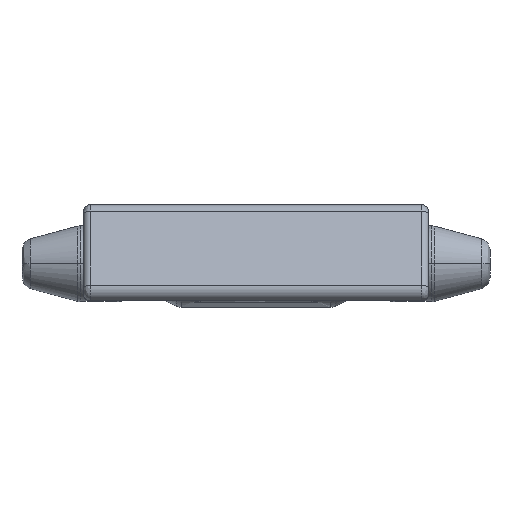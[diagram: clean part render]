
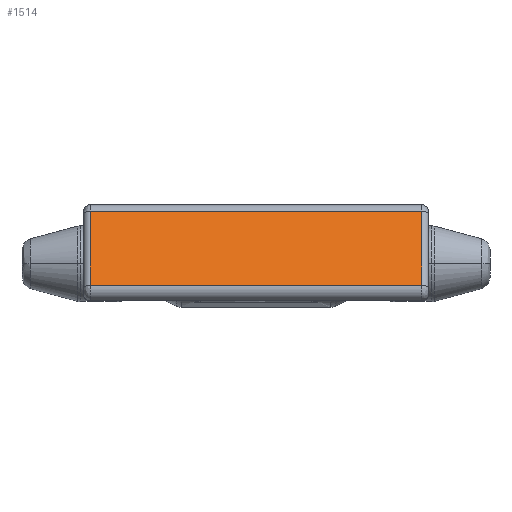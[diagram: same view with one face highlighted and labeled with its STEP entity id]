
A CAD part, front view. The second image highlights one B-rep face of the part: STEP entity #1514.
In plain terms, the highlighted free-form (B-spline) face has degree [1, 1] with [2, 2] control points.
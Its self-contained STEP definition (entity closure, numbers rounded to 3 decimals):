
#1514 = ADVANCED_FACE('',(#1515),#1545,.T.);
#1515 = FACE_BOUND('',#1516,.T.);
#1516 = EDGE_LOOP('',(#1517,#1526,#1533,#1540));
#1517 = ORIENTED_EDGE('',*,*,#1518,.T.);
#1518 = EDGE_CURVE('',#1519,#1521,#1523,.T.);
#1519 = VERTEX_POINT('',#1520);
#1520 = CARTESIAN_POINT('',(-0.522,-10.461,
    2.439));
#1521 = VERTEX_POINT('',#1522);
#1522 = CARTESIAN_POINT('',(-15.982,-10.461,
    2.439));
#1523 = B_SPLINE_CURVE_WITH_KNOTS('',1,(#1524,#1525),.UNSPECIFIED.,.F.,
  .F.,(2,2),(-9.65,5.15),.PIECEWISE_BEZIER_KNOTS.);
#1524 = CARTESIAN_POINT('',(-0.522,-10.461,
    2.439));
#1525 = CARTESIAN_POINT('',(-15.982,-10.461,
    2.439));
#1526 = ORIENTED_EDGE('',*,*,#1527,.F.);
#1527 = EDGE_CURVE('',#1528,#1521,#1530,.T.);
#1528 = VERTEX_POINT('',#1529);
#1529 = CARTESIAN_POINT('',(-15.982,-11.928,
    -1.002));
#1530 = B_SPLINE_CURVE_WITH_KNOTS('',1,(#1531,#1532),.UNSPECIFIED.,.F.,
  .F.,(2,2),(-0.173,3.407),.PIECEWISE_BEZIER_KNOTS.);
#1531 = CARTESIAN_POINT('',(-15.982,-11.928,
    -1.002));
#1532 = CARTESIAN_POINT('',(-15.982,-10.461,
    2.439));
#1533 = ORIENTED_EDGE('',*,*,#1534,.T.);
#1534 = EDGE_CURVE('',#1528,#1535,#1537,.T.);
#1535 = VERTEX_POINT('',#1536);
#1536 = CARTESIAN_POINT('',(-0.522,-11.928,
    -1.002));
#1537 = B_SPLINE_CURVE_WITH_KNOTS('',1,(#1538,#1539),.UNSPECIFIED.,.F.,
  .F.,(2,2),(-15.1,-0.3),.PIECEWISE_BEZIER_KNOTS.);
#1538 = CARTESIAN_POINT('',(-15.982,-11.928,
    -1.002));
#1539 = CARTESIAN_POINT('',(-0.522,-11.928,
    -1.002));
#1540 = ORIENTED_EDGE('',*,*,#1541,.T.);
#1541 = EDGE_CURVE('',#1535,#1519,#1542,.T.);
#1542 = B_SPLINE_CURVE_WITH_KNOTS('',1,(#1543,#1544),.UNSPECIFIED.,.F.,
  .F.,(2,2),(-0.173,3.407),.PIECEWISE_BEZIER_KNOTS.);
#1543 = CARTESIAN_POINT('',(-0.522,-11.928,
    -1.002));
#1544 = CARTESIAN_POINT('',(-0.522,-10.461,
    2.439));
#1545 = B_SPLINE_SURFACE_WITH_KNOTS('',1,1,(
    (#1546,#1547)
    ,(#1548,#1549
    )),.UNSPECIFIED.,.F.,.F.,.F.,(2,2),(2,2),(-3.407,
    0.173),(-13.5,1.3),.PIECEWISE_BEZIER_KNOTS.);
#1546 = CARTESIAN_POINT('',(-15.982,-10.461,
    2.439));
#1547 = CARTESIAN_POINT('',(-0.522,-10.461,
    2.439));
#1548 = CARTESIAN_POINT('',(-15.982,-11.928,
    -1.002));
#1549 = CARTESIAN_POINT('',(-0.522,-11.928,
    -1.002));
